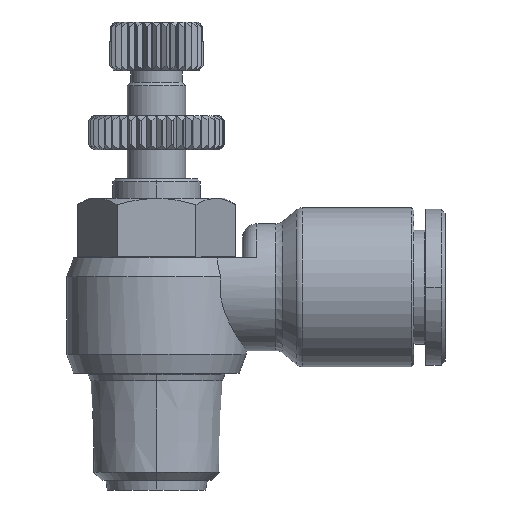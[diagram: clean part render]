
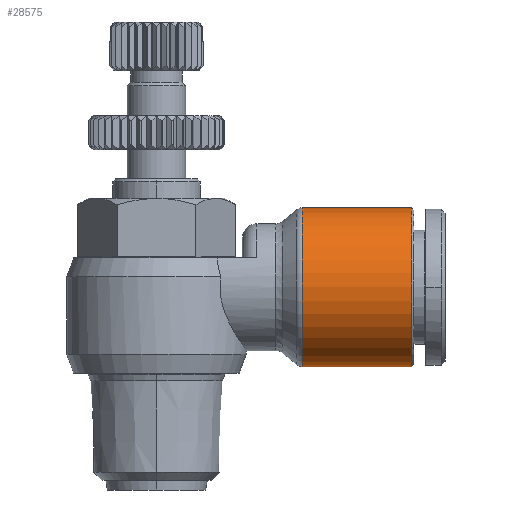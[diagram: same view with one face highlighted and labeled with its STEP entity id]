
A CAD part, front view. The second image highlights one B-rep face of the part: STEP entity #28575.
In plain terms, the highlighted cylindrical face has radius 8.15 mm (diameter 16.3 mm), a partial arc.
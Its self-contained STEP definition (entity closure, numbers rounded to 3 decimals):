
#277=CARTESIAN_POINT('',(-20.55,0.,8.15));
#278=VERTEX_POINT('',#277);
#279=CARTESIAN_POINT('',(-9.359,0.,8.15));
#280=VERTEX_POINT('',#279);
#281=CARTESIAN_POINT('',(-20.55,0.,8.15));
#282=DIRECTION('',(1.0,0.0,0.0));
#283=VECTOR('',#282,11.191);
#284=LINE('',#281,#283);
#285=EDGE_CURVE('',#278,#280,#284,.T.);
#287=CARTESIAN_POINT('',(-20.55,0.,-8.15));
#288=VERTEX_POINT('',#287);
#296=CARTESIAN_POINT('',(-9.359,0.,-8.15));
#297=VERTEX_POINT('',#296);
#298=CARTESIAN_POINT('',(-9.359,0.,-8.15));
#299=DIRECTION('',(-1.0,0.0,0.0));
#300=VECTOR('',#299,11.191);
#301=LINE('',#298,#300);
#302=EDGE_CURVE('',#297,#288,#301,.T.);
#328=CARTESIAN_POINT('',(-9.359,0.,0.));
#329=DIRECTION('',(1.0,0.0,0.0));
#330=DIRECTION('',(0.0,0.0,-1.0));
#331=AXIS2_PLACEMENT_3D('',#328,#329,#330);
#332=CIRCLE('',#331,8.15);
#333=EDGE_CURVE('',#297,#280,#332,.T.);
#3786=CARTESIAN_POINT('',(-20.55,0.,0.));
#3787=DIRECTION('',(-1.0,0.0,0.0));
#3788=DIRECTION('',(0.0,0.0,1.0));
#3789=AXIS2_PLACEMENT_3D('',#3786,#3787,#3788);
#3790=CIRCLE('',#3789,8.15);
#3791=EDGE_CURVE('',#278,#288,#3790,.T.);
#28564=CARTESIAN_POINT('',(-14.0,0.,0.));
#28565=DIRECTION('',(1.0,0.,0.));
#28566=DIRECTION('',(0.0,0.0,1.0));
#28567=AXIS2_PLACEMENT_3D('',#28564,#28565,#28566);
#28568=CYLINDRICAL_SURFACE('',#28567,8.15);
#28569=ORIENTED_EDGE('',*,*,#285,.T.);
#28570=ORIENTED_EDGE('',*,*,#333,.F.);
#28571=ORIENTED_EDGE('',*,*,#302,.T.);
#28572=ORIENTED_EDGE('',*,*,#3791,.F.);
#28573=EDGE_LOOP('',(#28569,#28570,#28571,#28572));
#28574=FACE_OUTER_BOUND('',#28573,.T.);
#28575=ADVANCED_FACE('',(#28574),#28568,.T.);
